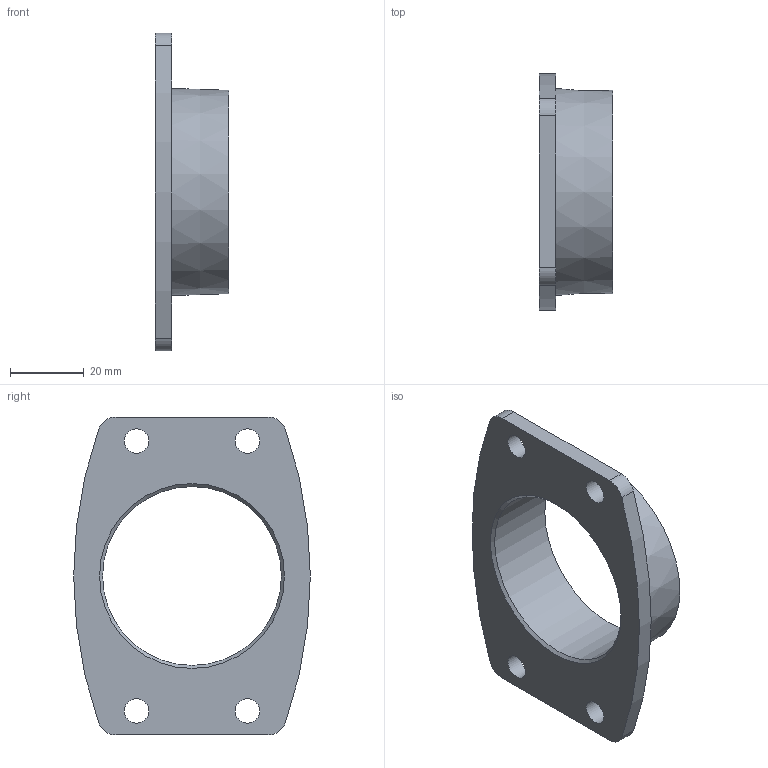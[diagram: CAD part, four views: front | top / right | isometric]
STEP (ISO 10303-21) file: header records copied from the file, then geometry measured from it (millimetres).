
FILE_DESCRIPTION( ( 'STEP AP203' ), '1' );
FILE_NAME( 'FLEXA RQF2-M 5020.071.250.stp', '2020-03-27T11:21:12', ( 'License CC BY-ND 4.0' ), ( 'CADENAS' ), ' ', 'PARTsolutions', ' ' );
FILE_SCHEMA( ( 'CONFIG_CONTROL_DESIGN' ) );
Length unit declared in the file: millimetre
Products named in the file (1): _FLEXA RQF2-M 5020.071.250
Bounding box: 20 x 64 x 86 mm (x, y, z)
Volume: 22771.8 mm3; surface area: 13305.4 mm2
Topology: 1 solids, 1 shells, 18 faces, 44 edges, 29 vertices
Faces by surface type: cylinder 11, plane 5, cone 2
Full cylindrical faces by diameter (mm): 6.6 x4, 48.376 x1
Entity records: 574 total; most frequent: DIRECTION 100, CARTESIAN_POINT 85, ORIENTED_EDGE 74, AXIS2_PLACEMENT_3D 44, EDGE_CURVE 37, EDGE_LOOP 36, VERTEX_POINT 29, CIRCLE 25
